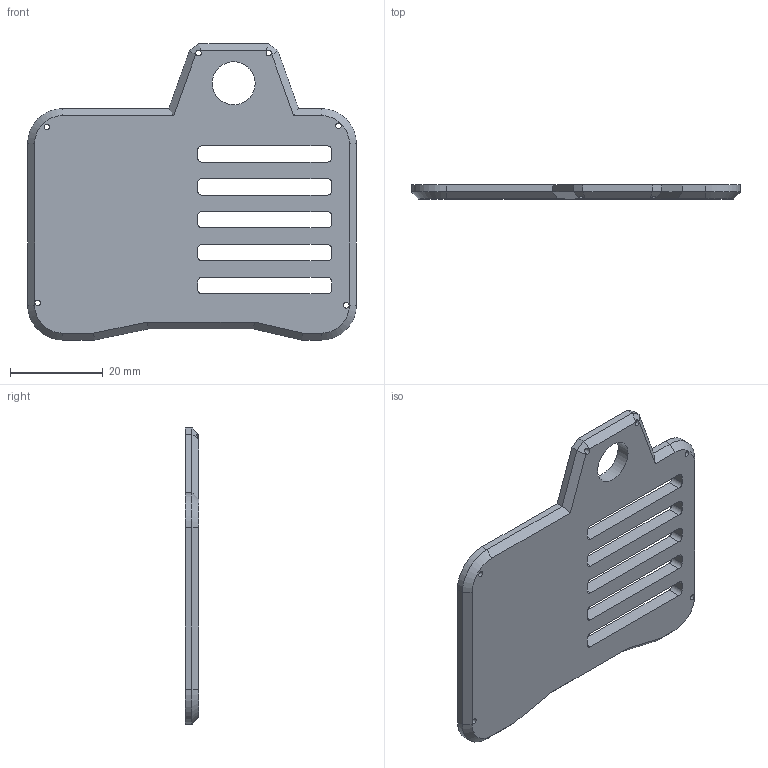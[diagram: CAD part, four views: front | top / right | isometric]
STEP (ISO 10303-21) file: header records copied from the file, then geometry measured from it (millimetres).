
FILE_DESCRIPTION(/* description */ ('STEP AP242','CAx-IF Rec.Pracs.---Representation and Presentation of Product Manufacturing Information (PMI)---4.0---2014-10-13','CAx-IF Rec.Pracs.---3D Tessellated Geometry---0.4---2014-09-14','2;1'),/* implementation_level */ '2;1');
FILE_NAME(/* name */ '63fa50f9cea57977defc7e01',/* time_stamp */ '2023-02-25T18:18:33+00:00',/* author */ (''),/* organization */ (''),/* preprocessor_version */ 'ST-DEVELOPER v18.102',/* originating_system */ ' ',/* authorisation */ ' ');
FILE_SCHEMA (('AP242_MANAGED_MODEL_BASED_3D_ENGINEERING_MIM_LF { 1 0 10303 442 1 1 4 }'));
Length unit declared in the file: metre
Products named in the file (1): Case Back No Screen
Bounding box: 71 x 3 x 64 mm (x, y, z)
Volume: 9187.9 mm3; surface area: 7937.9 mm2
Topology: 1 solids, 1 shells, 85 faces, 237 edges, 152 vertices
Faces by surface type: plane 50, cylinder 31, cone 4
Full cylindrical faces by diameter (mm): 1.2 x6, 9.3 x1
Entity records: 2732 total; most frequent: DIRECTION 468, CARTESIAN_POINT 464, ORIENTED_EDGE 456, EDGE_CURVE 228, LINE 160, VECTOR 160, AXIS2_PLACEMENT_3D 154, VERTEX_POINT 150
